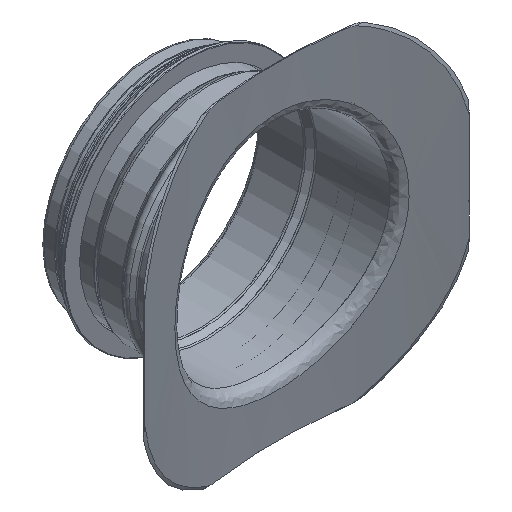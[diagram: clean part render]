
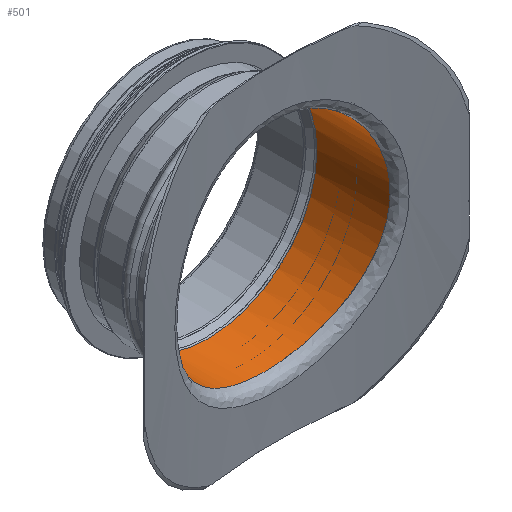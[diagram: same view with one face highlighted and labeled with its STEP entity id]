
A CAD part, isometric view. The second image highlights one B-rep face of the part: STEP entity #501.
In plain terms, the highlighted cylindrical face has radius 48.525 mm (diameter 97.05 mm), a full revolution.
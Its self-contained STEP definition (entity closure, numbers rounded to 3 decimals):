
#242=CARTESIAN_POINT('',(-48.525,196.231,0.0));
#243=VERTEX_POINT('',#242);
#251=CARTESIAN_POINT('',(-48.528,196.228,0.));
#252=CARTESIAN_POINT('',(-48.528,196.228,7.287));
#253=CARTESIAN_POINT('',(-45.172,197.295,21.86));
#254=CARTESIAN_POINT('',(-32.844,200.373,37.26));
#255=CARTESIAN_POINT('',(-18.06,202.611,45.824));
#256=CARTESIAN_POINT('',(-3.703,203.578,49.124));
#257=CARTESIAN_POINT('',(11.016,203.245,48.013));
#258=CARTESIAN_POINT('',(24.679,201.735,42.622));
#259=CARTESIAN_POINT('',(36.095,199.569,33.501));
#260=CARTESIAN_POINT('',(44.346,197.473,21.431));
#261=CARTESIAN_POINT('',(48.707,196.177,7.382));
#262=CARTESIAN_POINT('',(48.705,196.179,-7.382));
#263=CARTESIAN_POINT('',(44.346,197.472,-21.431));
#264=CARTESIAN_POINT('',(36.095,199.569,-33.502));
#265=CARTESIAN_POINT('',(24.679,201.735,-42.622));
#266=CARTESIAN_POINT('',(11.015,203.245,-48.013));
#267=CARTESIAN_POINT('',(-3.703,203.578,-49.124));
#268=CARTESIAN_POINT('',(-18.061,202.611,-45.824));
#269=CARTESIAN_POINT('',(-32.844,200.373,-37.26));
#270=CARTESIAN_POINT('',(-45.172,197.294,-21.859));
#271=CARTESIAN_POINT('',(-48.528,196.228,-7.287));
#272=CARTESIAN_POINT('',(-48.528,196.228,0.));
#273=B_SPLINE_CURVE_WITH_KNOTS('',3,(#251,#252,#253,#254,#255,#256,#257,#258,#259,#260,#261,#262,#263,#264,#265,#266,#267,#268,#269,#270,#271,#272),.UNSPECIFIED.,.T.,.U.,(4,1,1,1,1,1,1,1,1,1,1,1,1,1,1,1,1,1,1,4),(0.0,2.098,4.196,5.595,6.994,8.393,9.792,11.19,12.589,13.988,15.387,16.786,18.184,19.583,20.982,22.381,23.78,25.178,27.277,29.375),.UNSPECIFIED.);
#274=EDGE_CURVE('',#243,#243,#273,.T.);
#482=CARTESIAN_POINT('',(0.,223.55,0.0));
#483=DIRECTION('',(0.,1.0,0.0));
#484=DIRECTION('',(-1.0,0.0,0.0));
#485=AXIS2_PLACEMENT_3D('',#482,#483,#484);
#486=CYLINDRICAL_SURFACE('',#485,48.525);
#487=CARTESIAN_POINT('',(-48.525,228.8,0.0));
#488=VERTEX_POINT('',#487);
#489=CARTESIAN_POINT('',(0.,228.8,0.0));
#490=DIRECTION('',(0.0,1.0,0.0));
#491=DIRECTION('',(-1.0,0.0,0.0));
#492=AXIS2_PLACEMENT_3D('',#489,#490,#491);
#493=CIRCLE('',#492,48.525);
#494=EDGE_CURVE('',#488,#488,#493,.T.);
#495=ORIENTED_EDGE('',*,*,#494,.T.);
#496=EDGE_LOOP('',(#495));
#497=FACE_OUTER_BOUND('',#496,.T.);
#498=ORIENTED_EDGE('',*,*,#274,.F.);
#499=EDGE_LOOP('',(#498));
#500=FACE_BOUND('',#499,.T.);
#501=ADVANCED_FACE('',(#497,#500),#486,.F.);
